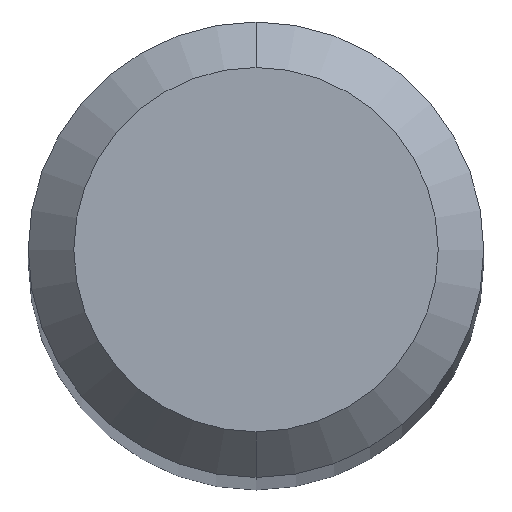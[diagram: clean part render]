
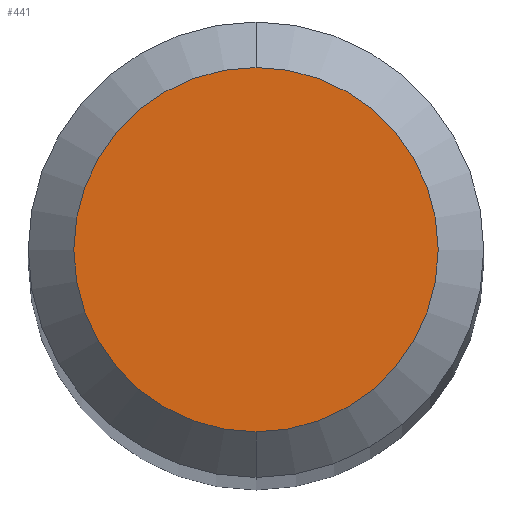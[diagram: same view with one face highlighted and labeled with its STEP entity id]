
A CAD part, top view. The second image highlights one B-rep face of the part: STEP entity #441.
In plain terms, the highlighted planar face has unit normal (0, 0, 1).
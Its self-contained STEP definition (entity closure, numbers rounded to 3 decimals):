
#229=EDGE_CURVE('',#337,#383,#540,.T.);
#337=VERTEX_POINT('',#661);
#361=EDGE_CURVE('',#383,#337,#687,.T.);
#383=VERTEX_POINT('',#712);
#441=ADVANCED_FACE('',(#774),#775,.T.);
#540=CIRCLE('',#938,1.2);
#661=CARTESIAN_POINT('',(0.,-1.2,0.0));
#687=CIRCLE('',#1228,1.2);
#712=CARTESIAN_POINT('',(0.0,1.2,0.0));
#774=FACE_OUTER_BOUND('',#1381,.T.);
#775=PLANE('',#1382);
#938=AXIS2_PLACEMENT_3D('',#1498,#1499,#1500);
#1228=AXIS2_PLACEMENT_3D('',#1689,#1690,#1691);
#1381=EDGE_LOOP('',(#1768,#1769));
#1382=AXIS2_PLACEMENT_3D('',#1770,#1771,#1772);
#1498=CARTESIAN_POINT('',(0.0,0.0,0.0));
#1499=DIRECTION('',(0.0,0.0,-1.0));
#1500=DIRECTION('',(0.0,1.0,0.0));
#1689=CARTESIAN_POINT('',(0.0,0.0,0.0));
#1690=DIRECTION('',(0.0,0.0,-1.0));
#1691=DIRECTION('',(0.0,1.0,0.0));
#1768=ORIENTED_EDGE('',*,*,#361,.F.);
#1769=ORIENTED_EDGE('',*,*,#229,.F.);
#1770=CARTESIAN_POINT('',(0.0,0.6,0.0));
#1771=DIRECTION('',(-0.0,0.0,1.0));
#1772=DIRECTION('',(0.0,-1.0,0.0));
